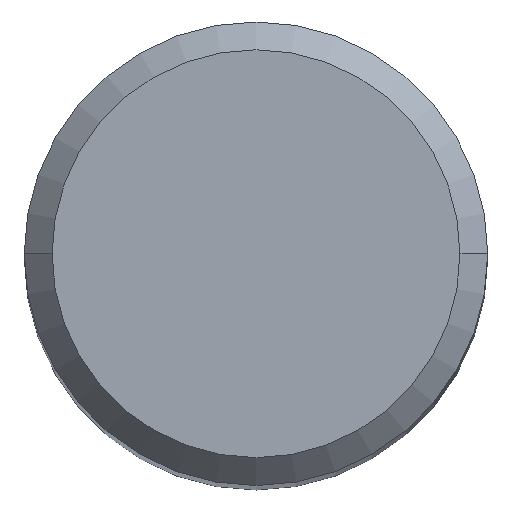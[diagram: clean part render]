
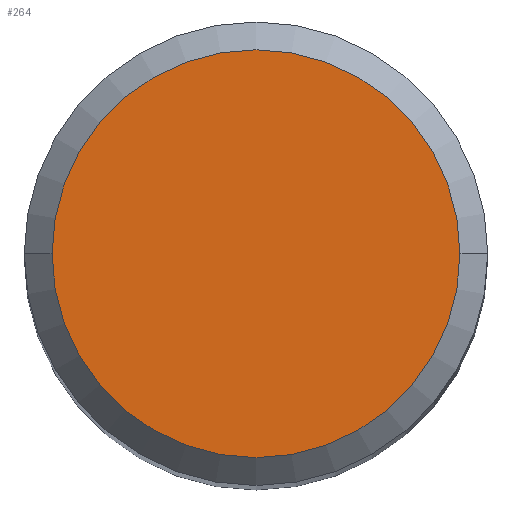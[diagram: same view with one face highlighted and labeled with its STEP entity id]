
A CAD part, top view. The second image highlights one B-rep face of the part: STEP entity #264.
In plain terms, the highlighted planar face has unit normal (0, 0, 1).
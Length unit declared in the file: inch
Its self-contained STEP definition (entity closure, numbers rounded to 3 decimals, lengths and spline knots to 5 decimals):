
#9 = CARTESIAN_POINT ( 'NONE',  ( 0., 0., 2. ) ) ;
#18 = CARTESIAN_POINT ( 'NONE',  ( -0.11, 0., 2. ) ) ;
#25 = VERTEX_POINT ( 'NONE', #18 ) ;
#31 = CARTESIAN_POINT ( 'NONE',  ( 0., 0., 2. ) ) ;
#51 = DIRECTION ( 'NONE',  ( 0., 0., 1. ) ) ;
#60 = FACE_OUTER_BOUND ( 'NONE', #138, .T. ) ;
#62 = ORIENTED_EDGE ( 'NONE', *, *, #194, .T. ) ;
#74 = AXIS2_PLACEMENT_3D ( 'NONE', #9, #127, #149 ) ;
#76 = DIRECTION ( 'NONE',  ( 1., 0., 0. ) ) ;
#127 = DIRECTION ( 'NONE',  ( 0., 0., 1. ) ) ;
#134 = CIRCLE ( 'NONE', #220, 0.11 ) ;
#138 = EDGE_LOOP ( 'NONE', ( #62, #207 ) ) ;
#149 = DIRECTION ( 'NONE',  ( 1., 0., 0. ) ) ;
#151 = VERTEX_POINT ( 'NONE', #259 ) ;
#188 = CARTESIAN_POINT ( 'NONE',  ( 0., 0., 2. ) ) ;
#193 = DIRECTION ( 'NONE',  ( 0., 0., 1. ) ) ;
#194 = EDGE_CURVE ( 'NONE', #25, #151, #267, .T. ) ;
#207 = ORIENTED_EDGE ( 'NONE', *, *, #217, .T. ) ;
#211 = AXIS2_PLACEMENT_3D ( 'NONE', #188, #51, #214 ) ;
#214 = DIRECTION ( 'NONE',  ( 1., 0., 0. ) ) ;
#217 = EDGE_CURVE ( 'NONE', #151, #25, #134, .T. ) ;
#220 = AXIS2_PLACEMENT_3D ( 'NONE', #31, #193, #76 ) ;
#222 = PLANE ( 'NONE',  #74 ) ;
#259 = CARTESIAN_POINT ( 'NONE',  ( 0.11, 0., 2. ) ) ;
#264 = ADVANCED_FACE ( 'NONE', ( #60 ), #222, .T. ) ;
#267 = CIRCLE ( 'NONE', #211, 0.11 ) ;
